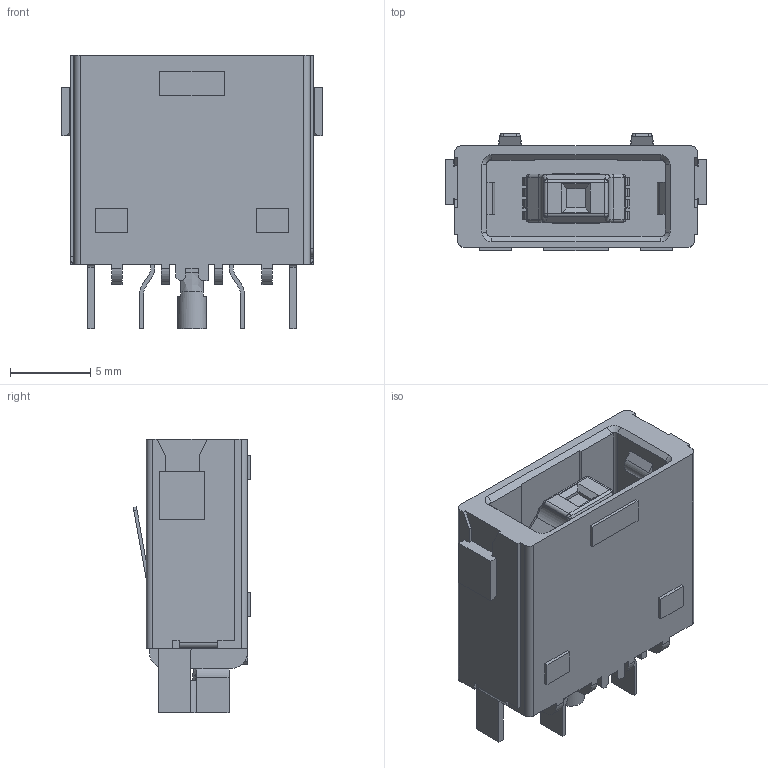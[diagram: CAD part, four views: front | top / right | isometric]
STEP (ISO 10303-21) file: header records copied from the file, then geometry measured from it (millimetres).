
FILE_DESCRIPTION((''),'2;1');
FILE_NAME('C-2129567-1','2014-08-08T',('workeradm'),('Tyco Electronics Ltd.'),'PRO/ENGINEER BY PARAMETRIC TECHNOLOGY CORPORATION, 2013050','PRO/ENGINEER BY PARAMETRIC TECHNOLOGY CORPORATION, 2013050','');
FILE_SCHEMA(('AUTOMOTIVE_DESIGN { 1 0 10303 214 1 1 1 1 }'));
Length unit declared in the file: millimetre
Products named in the file (1): C-2129567-1
Bounding box: 16.2 x 7.3 x 17 mm (x, y, z)
Volume: 927.2 mm3; surface area: 1369.6 mm2
Topology: 1 solids, 1 shells, 386 faces, 1018 edges, 655 vertices
Faces by surface type: plane 270, cylinder 88, bspline 12, sphere 8, cone 4, torus 4
Entity records: 12362 total; most frequent: CARTESIAN_POINT 2602, ORIENTED_EDGE 2036, DIRECTION 1917, EDGE_CURVE 1018, VECTOR 795, LINE 795, VERTEX_POINT 655, AXIS2_PLACEMENT_3D 561
